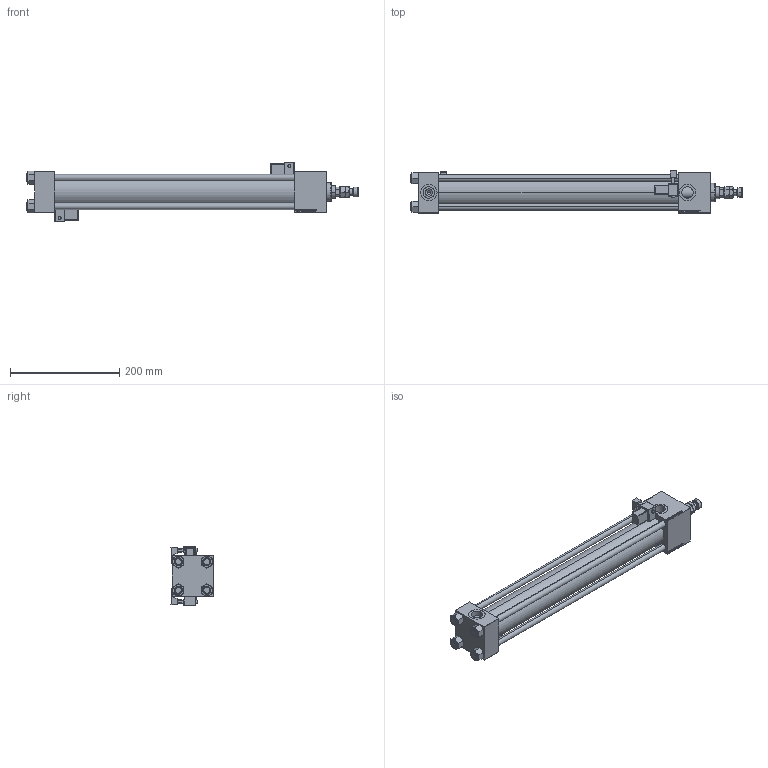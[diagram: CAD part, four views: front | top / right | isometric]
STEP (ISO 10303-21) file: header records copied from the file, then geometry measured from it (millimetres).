
FILE_DESCRIPTION (( 'STEP AP203' ), '1' );
FILE_NAME ('3480.STEP', '2022-04-14T16:49:34', ( '' ), ( '' ), 'SwSTEP 2.0', 'SolidWorks 2019', '' );
FILE_SCHEMA (( 'CONFIG_CONTROL_DESIGN' ));
Length unit declared in the file: millimetre
Products named in the file (8): V215_VC_A 28eebef07db397098543bd2cfb323403; V215CR_C_Body 28eebef07db397098543bd2cfb323403; MFA 28eebef07db397098543bd2cfb323403; V215CR_MSU 28eebef07db397098543bd2cfb323403; V215CR_VCP_C 28eebef07db397098543bd2cfb323403; NUT_M5_C 28eebef07db397098543bd2cfb323403; V215CR_C_TYCINKA 28eebef07db397098543bd2cfb323403; 3480
Assembly tree (14 placements, depth 2):
  3480
    V215CR_C_Body 28eebef07db397098543bd2cfb323403
    V215CR_VCP_C 28eebef07db397098543bd2cfb323403
    NUT_M5_C 28eebef07db397098543bd2cfb323403  x4
    V215CR_C_TYCINKA 28eebef07db397098543bd2cfb323403  x4
    V215_VC_A 28eebef07db397098543bd2cfb323403
    MFA 28eebef07db397098543bd2cfb323403
    V215CR_MSU 28eebef07db397098543bd2cfb323403  x2
Bounding box: 608 x 77.03 x 109.57 mm (x, y, z)
Volume: 1212303.4 mm3; surface area: 372439.9 mm2
Topology: 14 solids, 14 shells, 1360 faces, 3350 edges, 2123 vertices
Faces by surface type: plane 602, bspline 392, cone 164, cylinder 154, torus 24, sphere 24
Entity records: 54225 total; most frequent: CARTESIAN_POINT 28021, ORIENTED_EDGE 5810, DIRECTION 3927, EDGE_CURVE 2905, VERTEX_POINT 1883, VECTOR 1713, LINE 1713, EDGE_LOOP 1300
